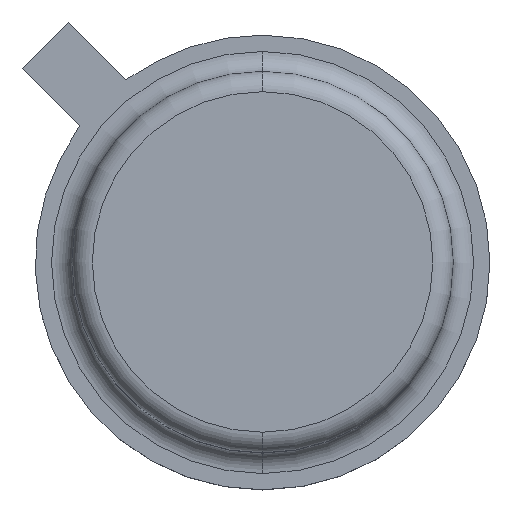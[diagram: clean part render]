
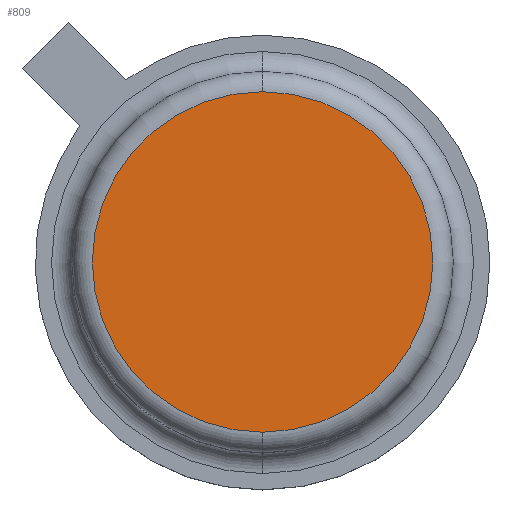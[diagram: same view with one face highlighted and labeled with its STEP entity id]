
A CAD part, top view. The second image highlights one B-rep face of the part: STEP entity #809.
In plain terms, the highlighted planar face has unit normal (0, 0, 1).
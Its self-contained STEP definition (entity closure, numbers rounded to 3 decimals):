
#361 = CARTESIAN_POINT ( 'NONE',  ( 0., 2.088, 5.33 ) ) ;
#362 = VERTEX_POINT ( 'NONE', #361 ) ;
#370 = CARTESIAN_POINT ( 'NONE',  ( 0., -2.088, 5.33 ) ) ;
#371 = VERTEX_POINT ( 'NONE', #370 ) ;
#372 = CARTESIAN_POINT ( 'NONE',  ( 0., 0., 5.33 ) ) ;
#373 = DIRECTION ( 'NONE',  ( 0., 0., 1. ) ) ;
#374 = DIRECTION ( 'NONE',  ( 0., -1., 0. ) ) ;
#375 = AXIS2_PLACEMENT_3D ( 'NONE', #372, #373, #374 ) ;
#376 = CIRCLE ( 'NONE', #375, 2.088) ;
#377 = EDGE_CURVE ( 'NONE', #371, #362, #376, .T. ) ;
#794 = ORIENTED_EDGE ( 'NONE', *, *, #377, .T. ) ;
#795 = CARTESIAN_POINT ( 'NONE',  ( 0., 0., 5.33 ) ) ;
#796 = DIRECTION ( 'NONE',  ( 0., 0., 1. ) ) ;
#797 = DIRECTION ( 'NONE',  ( 0., -1., 0. ) ) ;
#798 = AXIS2_PLACEMENT_3D ( 'NONE', #795, #796, #797 ) ;
#799 = CIRCLE ( 'NONE', #798, 2.088) ;
#800 = EDGE_CURVE ( 'NONE', #362, #371, #799, .T. ) ;
#801 = ORIENTED_EDGE ( 'NONE', *, *, #800, .T. ) ;
#802 = EDGE_LOOP ( 'NONE', ( #794, #801 ) ) ;
#803 = FACE_OUTER_BOUND ( 'NONE', #802, .T. ) ;
#804 = CARTESIAN_POINT ( 'NONE',  ( 0., 0., 5.33 ) ) ;
#805 = DIRECTION ( 'NONE',  ( 0., 0., 1. ) ) ;
#806 = DIRECTION ( 'NONE',  ( 0., -1., 0. ) ) ;
#807 = AXIS2_PLACEMENT_3D ( 'NONE', #804, #805, #806 ) ;
#808 = PLANE ( 'NONE', #807 ) ;
#809 = ADVANCED_FACE ( 'NONE', ( #803 ), #808, .T. ) ;
